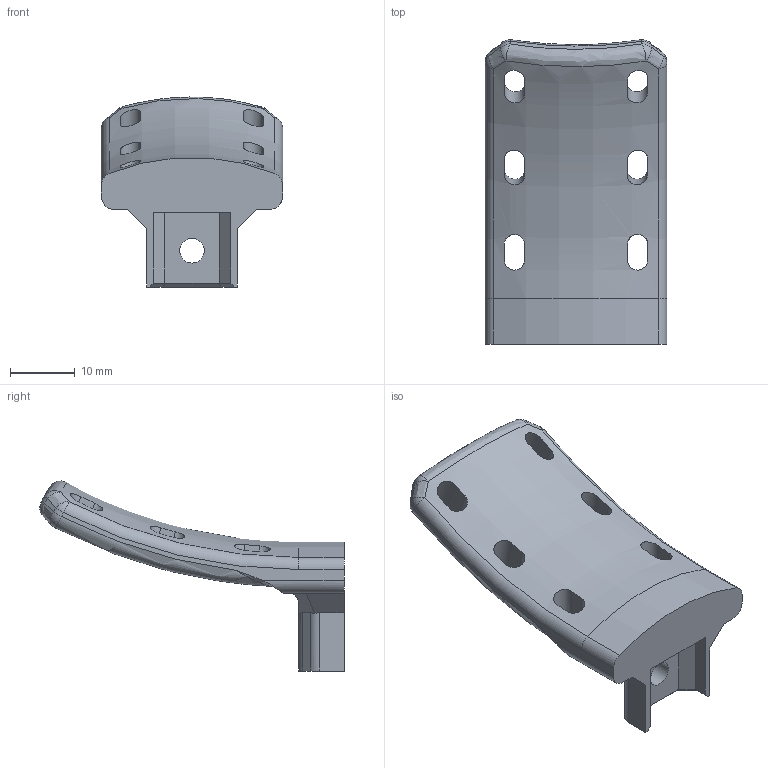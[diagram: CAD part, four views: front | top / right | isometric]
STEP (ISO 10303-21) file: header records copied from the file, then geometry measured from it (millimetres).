
FILE_DESCRIPTION(/* description */ (''),/* implementation_level */ '2;1');
FILE_NAME(/* name */ 'xCableMountA.stp',/* time_stamp */ '2018-02-13T22:04:24-08:00',/* author */ ('Andrew'),/* organization */ (''),/* preprocessor_version */ 'ST-DEVELOPER v15.6',/* originating_system */ 'Autodesk Inventor 2015',/* authorisation */ '');
FILE_SCHEMA (('AUTOMOTIVE_DESIGN { 1 0 10303 214 3 1 1 }'));
Length unit declared in the file: millimetre
Products named in the file (1): xCableMountA
Bounding box: 28 x 46.97 x 29.33 mm (x, y, z)
Volume: 7096.6 mm3; surface area: 4104.6 mm2
Topology: 1 solids, 1 shells, 92 faces, 241 edges, 151 vertices
Faces by surface type: plane 41, cylinder 26, bspline 11, sphere 8, torus 6
Full cylindrical faces by diameter (mm): 3.8 x1
Entity records: 3642 total; most frequent: CARTESIAN_POINT 1424, ORIENTED_EDGE 478, DIRECTION 423, EDGE_CURVE 239, AXIS2_PLACEMENT_3D 160, VERTEX_POINT 150, EDGE_LOOP 107, LINE 103
